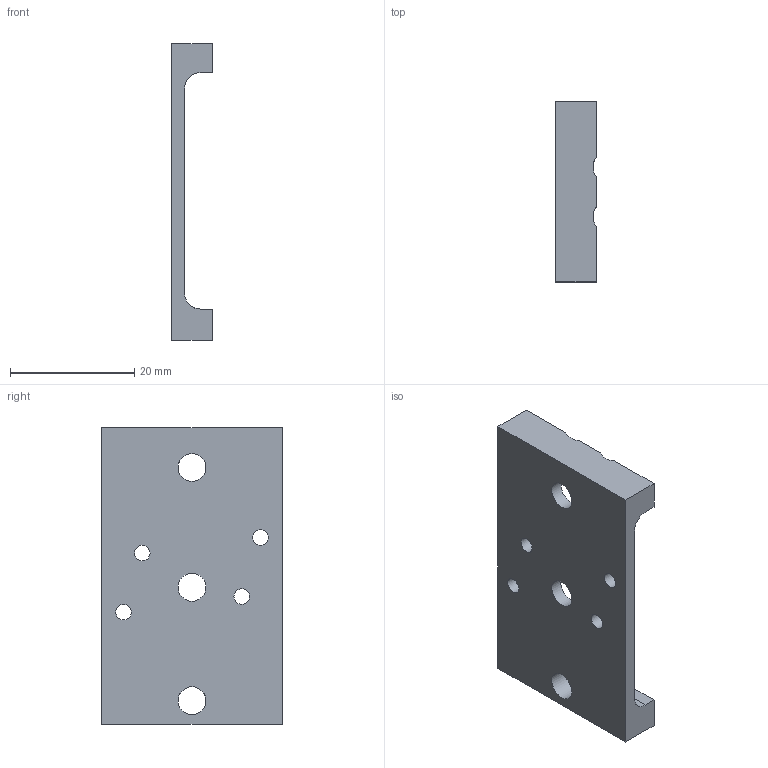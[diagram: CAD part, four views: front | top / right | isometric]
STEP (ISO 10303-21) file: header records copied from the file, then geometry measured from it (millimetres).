
FILE_DESCRIPTION(/* description */ (''),/* implementation_level */ '2;1');
FILE_NAME(/* name */ 'S#1 - 2 x PLA insert.step',/* time_stamp */ '2019-12-10T20:17:34+00:00',/* author */ (''),/* organization */ (''),/* preprocessor_version */ 'ST-DEVELOPER v18',/* originating_system */ 'Autodesk Translation Framework v8.12.0.6',/* authorisation */ '');
FILE_SCHEMA (('AUTOMOTIVE_DESIGN { 1 0 10303 214 3 1 1 }'));
Length unit declared in the file: millimetre
Products named in the file (1): PLA Base Bracket 2
Bounding box: 6.5 x 29 x 47.62 mm (x, y, z)
Volume: 3919.7 mm3; surface area: 3680.7 mm2
Topology: 1 solids, 1 shells, 40 faces, 127 edges, 87 vertices
Faces by surface type: plane 22, cylinder 14, bspline 4
Full cylindrical faces by diameter (mm): 2.5 x4, 4.5 x3
Entity records: 1570 total; most frequent: CARTESIAN_POINT 369, ORIENTED_EDGE 254, DIRECTION 226, EDGE_CURVE 127, VERTEX_POINT 87, LINE 78, VECTOR 78, AXIS2_PLACEMENT_3D 74
